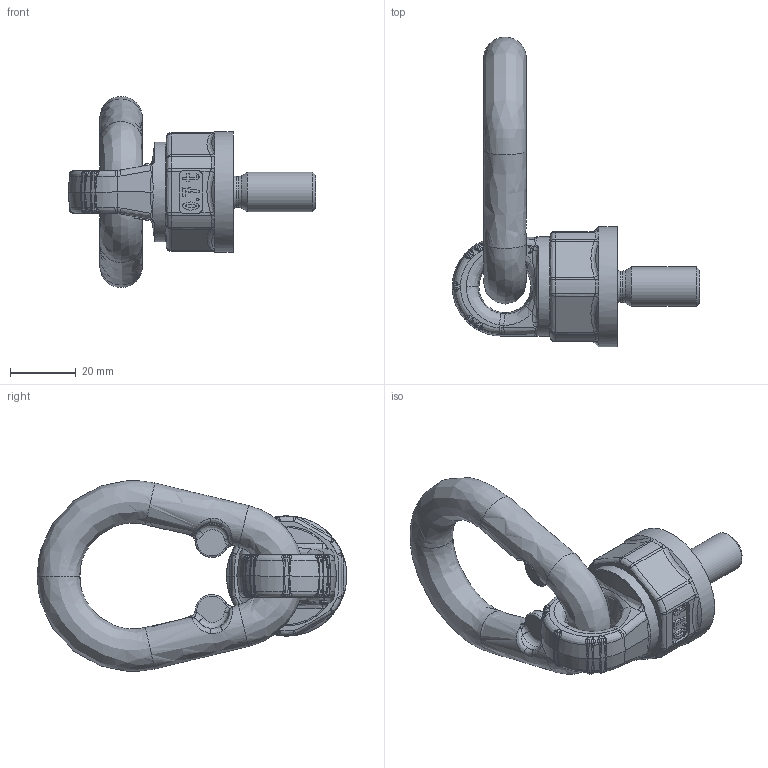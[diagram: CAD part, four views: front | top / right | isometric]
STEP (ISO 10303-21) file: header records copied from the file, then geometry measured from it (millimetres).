
FILE_DESCRIPTION((''),'2;1');
FILE_NAME('TP0_7_M12x25_waagerecht.stp','2012-07-13T12:13:16',('User'),('SDRC'),'I-DEAS Master Series 9','UNIX','Yes');
FILE_SCHEMA(('AUTOMOTIVE_DESIGN { 1 0 10303 214 1 1 1 1 }'));
Length unit declared in the file: millimetre
Products named in the file (1): TP0_7_M12x25_waagerecht
Bounding box: 75.08 x 93.97 x 57.94 mm (x, y, z)
Volume: 54808.4 mm3; surface area: 15074.2 mm2
Topology: 1 solids, 1 shells, 568 faces, 1410 edges, 830 vertices
Faces by surface type: bspline 568
Entity records: 23641 total; most frequent: CARTESIAN_POINT 15092, ORIENTED_EDGE 2768, EDGE_CURVE 1384, VERTEX_POINT 830, OVER_RIDING_STYLED_ITEM 655, EDGE_LOOP 586, FACE_OUTER_BOUND 568, ADVANCED_FACE 568
